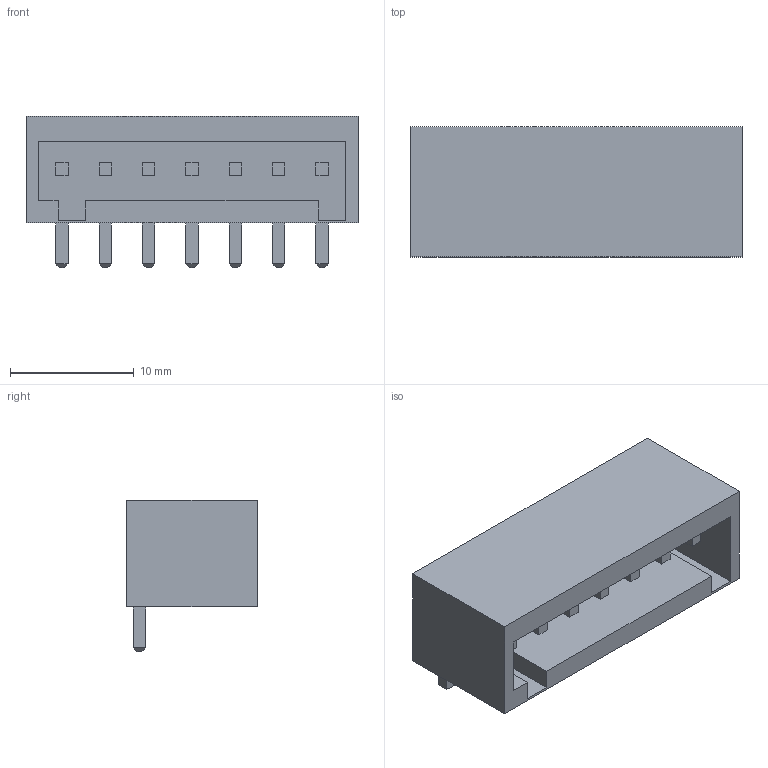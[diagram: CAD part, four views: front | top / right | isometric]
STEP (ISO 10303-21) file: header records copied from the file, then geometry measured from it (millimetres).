
FILE_DESCRIPTION (( 'STEP AP214' ), '1' );
FILE_NAME ('8EDGRC-3.5-07P.STEP', '2024-03-05T06:43:46', ( '' ), ( '' ), 'SwSTEP 2.0', 'SolidWorks 2019', '' );
FILE_SCHEMA (( 'AUTOMOTIVE_DESIGN' ));
Length unit declared in the file: millimetre
Products named in the file (1): 8EDGRC-3.5-07P
Bounding box: 26.8 x 10.5 x 12.2 mm (x, y, z)
Volume: 1596.7 mm3; surface area: 1898.4 mm2
Topology: 1 solids, 1 shells, 115 faces, 266 edges, 168 vertices
Faces by surface type: plane 115
Entity records: 4268 total; most frequent: CARTESIAN_POINT 550, ORIENTED_EDGE 532, DIRECTION 498, VECTOR 266, LINE 266, EDGE_CURVE 266, VERTEX_POINT 168, EDGE_LOOP 130
